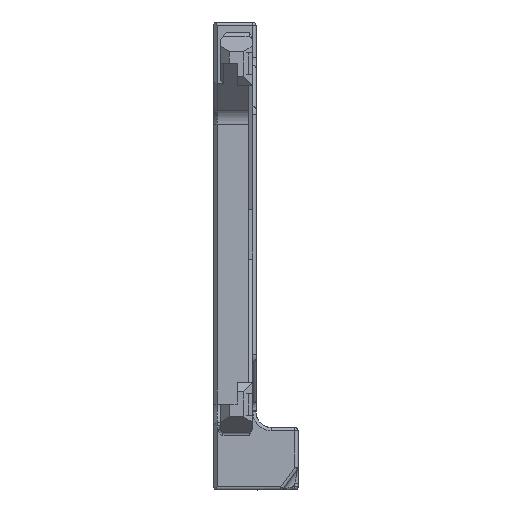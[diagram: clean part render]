
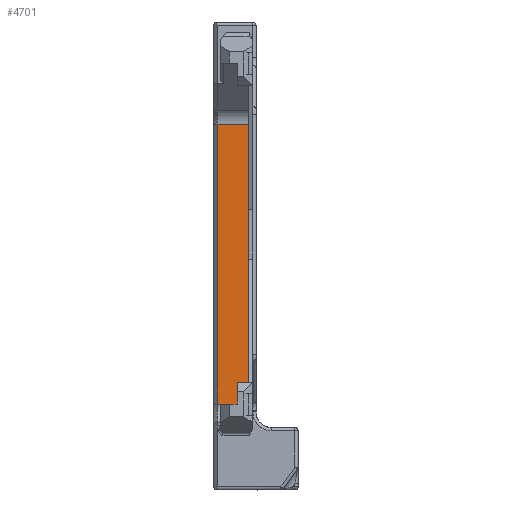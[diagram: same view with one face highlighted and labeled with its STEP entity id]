
A CAD part, left-side view. The second image highlights one B-rep face of the part: STEP entity #4701.
In plain terms, the highlighted planar face has unit normal (-1, 0, 0).
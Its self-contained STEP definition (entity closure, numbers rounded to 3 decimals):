
#223 = VERTEX_POINT ( 'NONE', #4040 ) ;
#308 = CARTESIAN_POINT ( 'NONE',  ( 1.05, 0.13, 3.526 ) ) ;
#604 = EDGE_CURVE ( 'NONE', #6663, #4180, #4464, .T. ) ;
#762 = ORIENTED_EDGE ( 'NONE', *, *, #923, .F. ) ;
#923 = EDGE_CURVE ( 'NONE', #223, #6663, #3915, .T. ) ;
#1058 = AXIS2_PLACEMENT_3D ( 'NONE', #1082, #4934, #1604 ) ;
#1082 = CARTESIAN_POINT ( 'NONE',  ( 1.05, 0.13, -5.445 ) ) ;
#1230 = CARTESIAN_POINT ( 'NONE',  ( 1.05, 0.13, 3.526 ) ) ;
#1326 = VECTOR ( 'NONE', #3591, 1000. ) ;
#1604 = DIRECTION ( 'NONE',  ( 0., 0., -1. ) ) ;
#2326 = EDGE_LOOP ( 'NONE', ( #5159, #762, #4036, #6247 ) ) ;
#2496 = CARTESIAN_POINT ( 'NONE',  ( 1.05, 1.15, 3.526 ) ) ;
#2804 = FACE_OUTER_BOUND ( 'NONE', #2326, .T. ) ;
#2954 = DIRECTION ( 'NONE',  ( 0., 1., 0. ) ) ;
#2966 = CARTESIAN_POINT ( 'NONE',  ( 1.05, 0.13, -5.445 ) ) ;
#3068 = CARTESIAN_POINT ( 'NONE',  ( 1.05, 0.13, -5.445 ) ) ;
#3548 = CARTESIAN_POINT ( 'NONE',  ( 1.05, 1.15, -5.445 ) ) ;
#3591 = DIRECTION ( 'NONE',  ( 0., 0., 1. ) ) ;
#3915 = LINE ( 'NONE', #2966, #5463 ) ;
#4036 = ORIENTED_EDGE ( 'NONE', *, *, #4197, .T. ) ;
#4040 = CARTESIAN_POINT ( 'NONE',  ( 1.05, 0.13, -5.445 ) ) ;
#4149 = VERTEX_POINT ( 'NONE', #308 ) ;
#4180 = VERTEX_POINT ( 'NONE', #2496 ) ;
#4197 = EDGE_CURVE ( 'NONE', #223, #4149, #5174, .T. ) ;
#4464 = LINE ( 'NONE', #3548, #1326 ) ;
#4567 = CARTESIAN_POINT ( 'NONE',  ( 1.05, 1.15, -5.445 ) ) ;
#4701 = ADVANCED_FACE ( 'NONE', ( #2804 ), #5448, .F. ) ;
#4931 = VECTOR ( 'NONE', #6369, 1000. ) ;
#4934 = DIRECTION ( 'NONE',  ( 1., 0., 0. ) ) ;
#5096 = LINE ( 'NONE', #1230, #5352 ) ;
#5159 = ORIENTED_EDGE ( 'NONE', *, *, #604, .F. ) ;
#5174 = LINE ( 'NONE', #3068, #4931 ) ;
#5237 = EDGE_CURVE ( 'NONE', #4149, #4180, #5096, .T. ) ;
#5352 = VECTOR ( 'NONE', #6703, 1000. ) ;
#5448 = PLANE ( 'NONE',  #1058 ) ;
#5463 = VECTOR ( 'NONE', #2954, 1000. ) ;
#6247 = ORIENTED_EDGE ( 'NONE', *, *, #5237, .T. ) ;
#6369 = DIRECTION ( 'NONE',  ( 0., 0., 1. ) ) ;
#6663 = VERTEX_POINT ( 'NONE', #4567 ) ;
#6703 = DIRECTION ( 'NONE',  ( 0., 1., 0. ) ) ;
